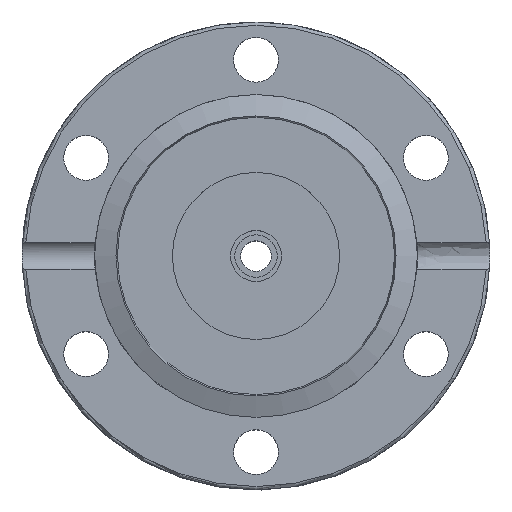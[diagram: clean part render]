
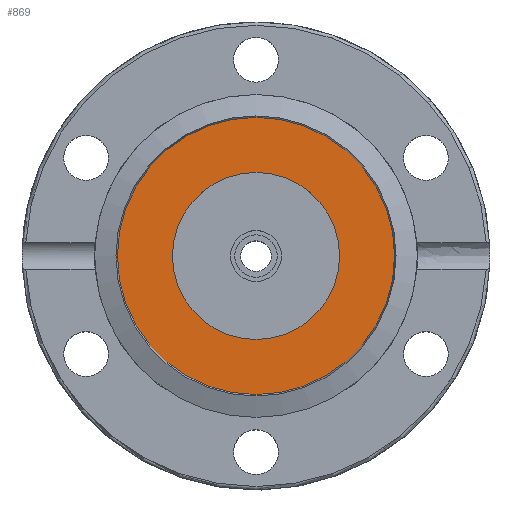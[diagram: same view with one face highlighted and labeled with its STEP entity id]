
A CAD part, top view. The second image highlights one B-rep face of the part: STEP entity #869.
In plain terms, the highlighted planar face has unit normal (0, 0, 1).
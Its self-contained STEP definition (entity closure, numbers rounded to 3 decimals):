
#140=CARTESIAN_POINT('',(-12.5,0.,11.8));
#141=VERTEX_POINT('',#140);
#142=CARTESIAN_POINT('',(0.,0.0,11.8));
#143=DIRECTION('',(0.0,0.0,-1.0));
#144=DIRECTION('',(1.0,0.0,0.0));
#145=AXIS2_PLACEMENT_3D('',#142,#143,#144);
#146=CIRCLE('',#145,12.5);
#147=EDGE_CURVE('',#141,#141,#146,.T.);
#843=CARTESIAN_POINT('',(0.0,-20.732,11.8));
#844=VERTEX_POINT('',#843);
#845=CARTESIAN_POINT('',(0.0,0.,11.8));
#846=DIRECTION('',(0.0,0.0,-1.0));
#847=DIRECTION('',(0.0,-1.0,0.0));
#848=AXIS2_PLACEMENT_3D('',#845,#846,#847);
#849=CIRCLE('',#848,20.732);
#850=EDGE_CURVE('',#844,#844,#849,.T.);
#858=CARTESIAN_POINT('',(0.0,-10.366,11.8));
#859=DIRECTION('',(0.0,0.0,-1.0));
#860=DIRECTION('',(-1.0,0.0,0.0));
#861=AXIS2_PLACEMENT_3D('',#858,#859,#860);
#862=PLANE('',#861);
#863=ORIENTED_EDGE('',*,*,#850,.F.);
#864=EDGE_LOOP('',(#863));
#865=FACE_OUTER_BOUND('',#864,.T.);
#866=ORIENTED_EDGE('',*,*,#147,.T.);
#867=EDGE_LOOP('',(#866));
#868=FACE_BOUND('',#867,.T.);
#869=ADVANCED_FACE('',(#865,#868),#862,.F.);
